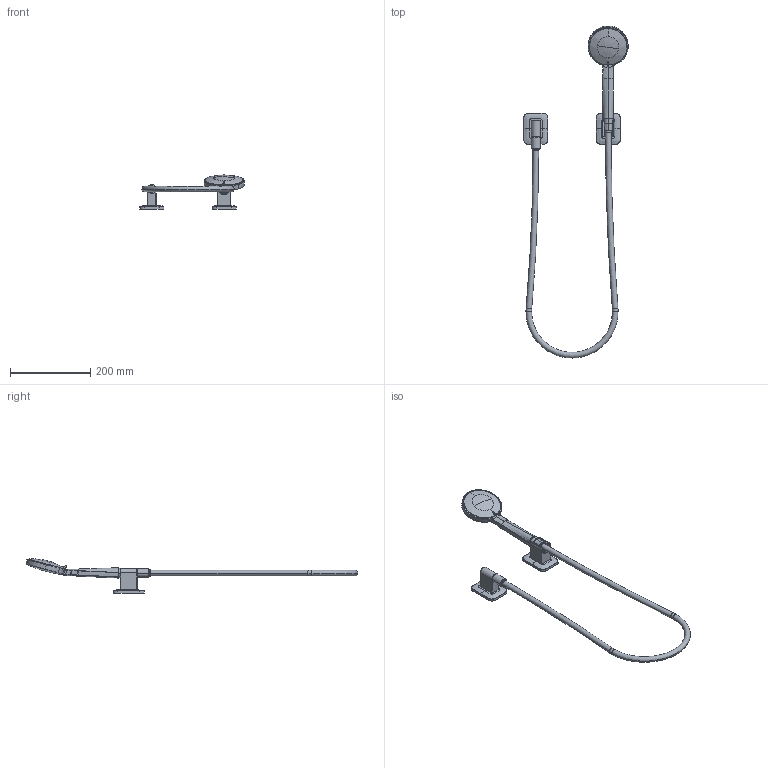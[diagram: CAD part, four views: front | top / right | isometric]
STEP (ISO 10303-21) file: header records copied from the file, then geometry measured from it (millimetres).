
FILE_DESCRIPTION (( 'STEP AP214' ), '1' );
FILE_NAME ('27803845.STEP', '2020-09-28T08:14:11', ( '' ), ( '' ), 'SwSTEP 2.0', 'SolidWorks 2020', '' );
FILE_SCHEMA (( 'AUTOMOTIVE_DESIGN' ));
Length unit declared in the file: millimetre
Products named in the file (10): Planungsmmodell_Rosette-+-09.27.84.021.90-01_K1_60x78x9; Planungsmodell_Gehaeuse-+-09.12.11.143-01_K1; 27803845; Planungsmodell_Einsatz-+-09.18.40.185.90-01_K1; Planungsmodell_Anschluss-+-09.11.03.026.94-01_ _K1; Planungsmodell_Verstelleinheit-+-04.12.11.146.00.90-01_K1; Planungsmodell_Huelse-+-09.18.40.078.90-01_-_K1; Planungsmodell_Halter-+-09.17.20.035.94-01_ _K3; Handbrause-+-28.014.979-1_PDB_28014979-00; Planungsmodell_Schlauch-+-09.30.02.072-01_ _K12_Einbau_27808980
Assembly tree (10 placements, depth 3):
  27803845
    Planungsmmodell_Rosette-+-09.27.84.021.90-01_K1_60x78x9  x2
    Planungsmodell_Anschluss-+-09.11.03.026.94-01_ _K1
    Planungsmodell_Halter-+-09.17.20.035.94-01_ _K3
    Planungsmodell_Huelse-+-09.18.40.078.90-01_-_K1
    Planungsmodell_Schlauch-+-09.30.02.072-01_ _K12_Einbau_27808980
    Handbrause-+-28.014.979-1_PDB_28014979-00
      Planungsmodell_Gehaeuse-+-09.12.11.143-01_K1
      Planungsmodell_Einsatz-+-09.18.40.185.90-01_K1
      Planungsmodell_Verstelleinheit-+-04.12.11.146.00.90-01_K1
Bounding box: 259.82 x 825.38 x 85.44 mm (x, y, z)
Volume: 593292.5 mm3; surface area: 147552 mm2
Topology: 9 solids, 9 shells, 326 faces, 780 edges, 465 vertices
Faces by surface type: bspline 193, plane 54, cylinder 41, torus 22, cone 14, sphere 2
Entity records: 20870 total; most frequent: CARTESIAN_POINT 15111, ORIENTED_EDGE 1382, DIRECTION 761, EDGE_CURVE 691, VERTEX_POINT 415, AXIS2_PLACEMENT_3D 321, EDGE_LOOP 300, FACE_OUTER_BOUND 296
